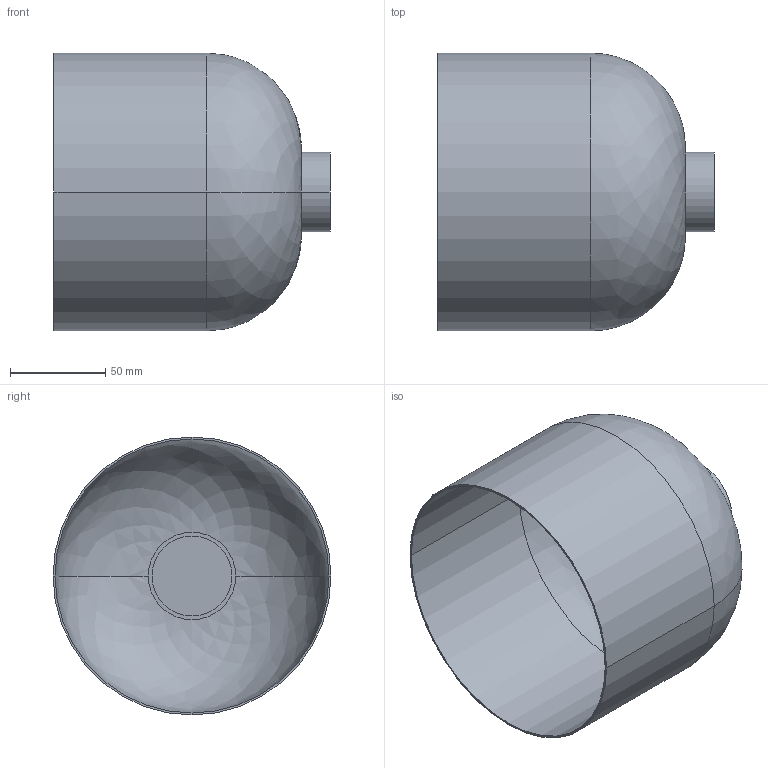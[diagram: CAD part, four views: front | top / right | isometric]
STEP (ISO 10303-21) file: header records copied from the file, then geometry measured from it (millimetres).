
FILE_DESCRIPTION(('OneSpaceDesigner STEP Export'),'2;1');
FILE_NAME('cylindrical.step','2008-05-14T 9:25:46',(''),(''),'CoCreate Modeling STEP processor for AP214 (Solid Model)','CoCreate Modeling 16.00P0223 23-Feb-2008 (C) CoCreate Software GmbH','');
FILE_SCHEMA(('AUTOMOTIVE_DESIGN { 1 0 10303 214 1 1 1 1 }'));
Length unit declared in the file: millimetre
Products named in the file (2): MAINBODYBACK
Assembly tree (1 placements, depth 2):
  MAINBODYBACK
    MAINBODYBACK
Bounding box: 145 x 146 x 146 mm (x, y, z)
Volume: 69502.5 mm3; surface area: 134712.7 mm2
Topology: 1 solids, 1 shells, 20 faces, 38 edges, 24 vertices
Faces by surface type: cylinder 10, plane 6, revolution 4
Entity records: 500 total; most frequent: CARTESIAN_POINT 115, ORIENTED_EDGE 76, DIRECTION 62, EDGE_CURVE 38, AXIS2_PLACEMENT_3D 25, VERTEX_POINT 24, EDGE_LOOP 24, FACE_OUTER_BOUND 20
